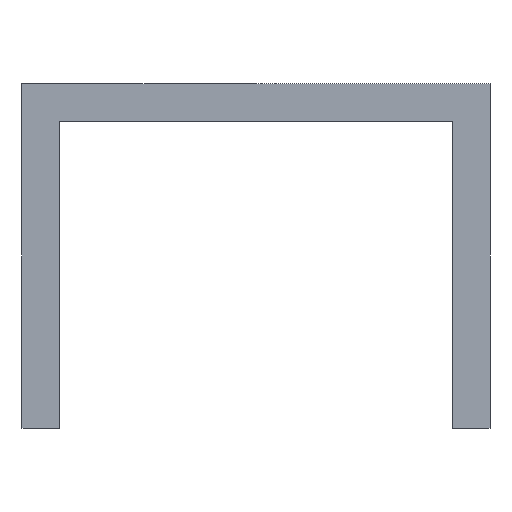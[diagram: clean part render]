
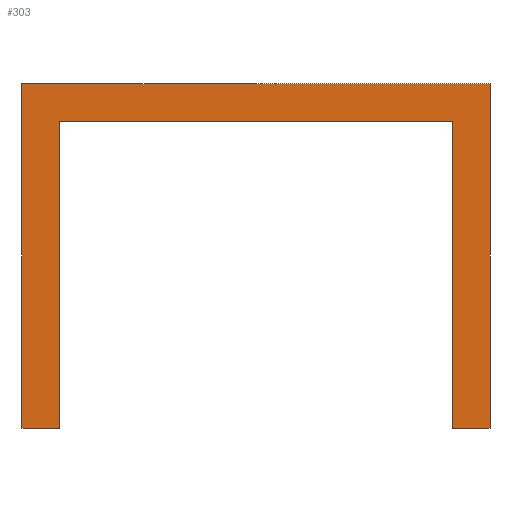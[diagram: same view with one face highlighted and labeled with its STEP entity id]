
A CAD part, front view. The second image highlights one B-rep face of the part: STEP entity #303.
In plain terms, the highlighted planar face has unit normal (0, -1, 0).
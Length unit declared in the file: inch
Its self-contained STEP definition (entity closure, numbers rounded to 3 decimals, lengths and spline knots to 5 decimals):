
#34=CARTESIAN_POINT('',(-1.44496,5.8907,0.185));
#35=VERTEX_POINT('',#34);
#42=CARTESIAN_POINT('',(-1.44496,5.8907,-0.185));
#43=VERTEX_POINT('',#42);
#44=CARTESIAN_POINT('',(-1.44496,5.8907,-0.185));
#45=DIRECTION('',(0.,0.,1.));
#46=VECTOR('',#45,1.);
#47=LINE('',#44,#46);
#48=EDGE_CURVE('',#43,#35,#47,.T.);
#72=CARTESIAN_POINT('',(-1.94796,5.8907,0.185));
#73=VERTEX_POINT('',#72);
#80=CARTESIAN_POINT('',(-1.44496,5.8907,0.185));
#81=DIRECTION('',(-1.,0.,0.));
#82=VECTOR('',#81,1.);
#83=LINE('',#80,#82);
#84=EDGE_CURVE('',#35,#73,#83,.T.);
#103=CARTESIAN_POINT('',(-1.94796,5.8907,-0.185));
#104=VERTEX_POINT('',#103);
#111=CARTESIAN_POINT('',(-1.94796,5.8907,0.185));
#112=DIRECTION('',(0.,0.,-1.));
#113=VECTOR('',#112,1.);
#114=LINE('',#111,#113);
#115=EDGE_CURVE('',#73,#104,#114,.T.);
#134=CARTESIAN_POINT('',(-1.90796,5.8907,-0.185));
#135=VERTEX_POINT('',#134);
#142=CARTESIAN_POINT('',(-1.94796,5.8907,-0.185));
#143=DIRECTION('',(1.,0.,0.));
#144=VECTOR('',#143,1.);
#145=LINE('',#142,#144);
#146=EDGE_CURVE('',#104,#135,#145,.T.);
#165=CARTESIAN_POINT('',(-1.90796,5.8907,0.145));
#166=VERTEX_POINT('',#165);
#173=CARTESIAN_POINT('',(-1.90796,5.8907,0.145));
#174=DIRECTION('',(0.,0.,-1.));
#175=VECTOR('',#174,1.);
#176=LINE('',#173,#175);
#177=EDGE_CURVE('',#166,#135,#176,.T.);
#196=CARTESIAN_POINT('',(-1.48496,5.8907,0.145));
#197=VERTEX_POINT('',#196);
#204=CARTESIAN_POINT('',(-1.48496,5.8907,0.145));
#205=DIRECTION('',(-1.,0.,0.));
#206=VECTOR('',#205,1.);
#207=LINE('',#204,#206);
#208=EDGE_CURVE('',#197,#166,#207,.T.);
#227=CARTESIAN_POINT('',(-1.48496,5.8907,-0.185));
#228=VERTEX_POINT('',#227);
#235=CARTESIAN_POINT('',(-1.48496,5.8907,-0.185));
#236=DIRECTION('',(0.,0.,1.));
#237=VECTOR('',#236,1.);
#238=LINE('',#235,#237);
#239=EDGE_CURVE('',#228,#197,#238,.T.);
#257=CARTESIAN_POINT('',(-1.48496,5.8907,-0.185));
#258=DIRECTION('',(1.,0.,0.));
#259=VECTOR('',#258,1.);
#260=LINE('',#257,#259);
#261=EDGE_CURVE('',#228,#43,#260,.T.);
#288=ORIENTED_EDGE('',*,*,#261,.T.);
#289=ORIENTED_EDGE('',*,*,#48,.T.);
#290=ORIENTED_EDGE('',*,*,#84,.T.);
#291=ORIENTED_EDGE('',*,*,#115,.T.);
#292=ORIENTED_EDGE('',*,*,#146,.T.);
#293=ORIENTED_EDGE('',*,*,#177,.F.);
#294=ORIENTED_EDGE('',*,*,#208,.F.);
#295=ORIENTED_EDGE('',*,*,#239,.F.);
#296=EDGE_LOOP('',(#288,#289,#290,#291,#292,#293,#294,#295));
#297=FACE_OUTER_BOUND('',#296,.T.);
#298=CARTESIAN_POINT('',(-1.47247,5.8907,-0.185));
#299=DIRECTION('',(0.,1.,0.));
#300=DIRECTION('',(-1.,0.,0.));
#301=AXIS2_PLACEMENT_3D('',#298,#299,#300);
#302=PLANE('',#301);
#303=ADVANCED_FACE('',(#297),#302,.F.);
